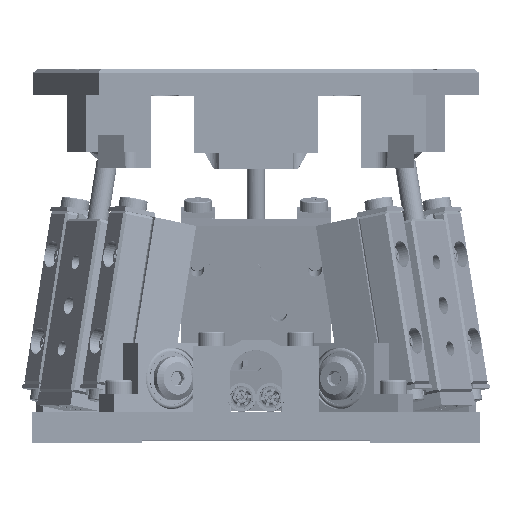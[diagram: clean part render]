
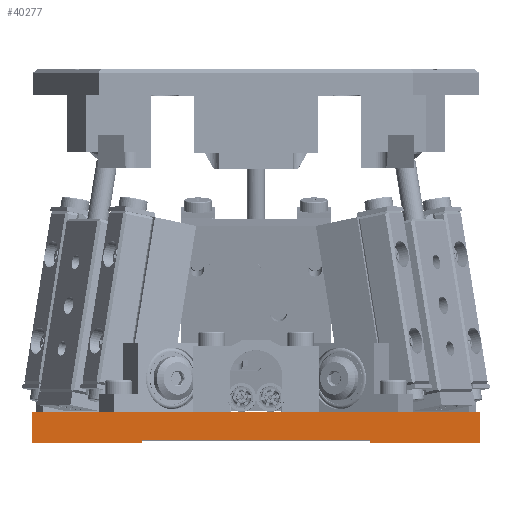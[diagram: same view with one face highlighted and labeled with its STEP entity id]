
A CAD part, top view. The second image highlights one B-rep face of the part: STEP entity #40277.
In plain terms, the highlighted planar face has unit normal (0, 0, 1).
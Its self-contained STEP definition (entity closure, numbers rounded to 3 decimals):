
#470 = CARTESIAN_POINT ( 'NONE',  ( -25.5, 3.5, 25.5 ) ) ;
#575 = LINE ( 'NONE', #37241, #25215 ) ;
#1617 = ORIENTED_EDGE ( 'NONE', *, *, #59775, .F. ) ;
#1747 = CARTESIAN_POINT ( 'NONE',  ( -25.5, 3.5, 25.5 ) ) ;
#4637 = LINE ( 'NONE', #36290, #58220 ) ;
#4899 = ORIENTED_EDGE ( 'NONE', *, *, #49057, .T. ) ;
#5309 = EDGE_CURVE ( 'NONE', #27222, #77537, #12616, .T. ) ;
#5597 = DIRECTION ( 'NONE',  ( 1., 0., 0. ) ) ;
#6837 = CARTESIAN_POINT ( 'NONE',  ( -25.5, 3.5, 25.5 ) ) ;
#7690 = AXIS2_PLACEMENT_3D ( 'NONE', #1747, #27122, #52484 ) ;
#9196 = FACE_OUTER_BOUND ( 'NONE', #14943, .T. ) ;
#12616 = LINE ( 'NONE', #32184, #43298 ) ;
#14038 = EDGE_CURVE ( 'NONE', #53324, #18636, #4637, .T. ) ;
#14539 = LINE ( 'NONE', #38689, #48068 ) ;
#14943 = EDGE_LOOP ( 'NONE', ( #45087, #25029, #4899, #73248, #38593, #64143, #78324, #1617 ) ) ;
#16854 = CARTESIAN_POINT ( 'NONE',  ( -13., 0.3, 25.5 ) ) ;
#18636 = VERTEX_POINT ( 'NONE', #22134 ) ;
#20505 = CARTESIAN_POINT ( 'NONE',  ( -25.5, 3.5, 25.5 ) ) ;
#20645 = EDGE_CURVE ( 'NONE', #75241, #50571, #35241, .T. ) ;
#21585 = CARTESIAN_POINT ( 'NONE',  ( -25.5, 0., 25.5 ) ) ;
#21690 = EDGE_CURVE ( 'NONE', #27222, #59032, #49949, .T. ) ;
#22134 = CARTESIAN_POINT ( 'NONE',  ( -13., 0., 25.5 ) ) ;
#22269 = VECTOR ( 'NONE', #54361, 1000. ) ;
#23139 = EDGE_CURVE ( 'NONE', #81112, #53324, #47526, .T. ) ;
#24209 = DIRECTION ( 'NONE',  ( 1., 0., 0. ) ) ;
#25029 = ORIENTED_EDGE ( 'NONE', *, *, #5309, .T. ) ;
#25215 = VECTOR ( 'NONE', #5597, 1000. ) ;
#26307 = VECTOR ( 'NONE', #76077, 1000. ) ;
#26854 = CARTESIAN_POINT ( 'NONE',  ( 13., 0., 25.5 ) ) ;
#27122 = DIRECTION ( 'NONE',  ( 0., 0., -1. ) ) ;
#27222 = VERTEX_POINT ( 'NONE', #47561 ) ;
#28419 = DIRECTION ( 'NONE',  ( 0., -1., 0. ) ) ;
#32184 = CARTESIAN_POINT ( 'NONE',  ( 13., 1.679, 25.5 ) ) ;
#32423 = CARTESIAN_POINT ( 'NONE',  ( 25.5, 0., 25.5 ) ) ;
#35241 = LINE ( 'NONE', #60558, #22269 ) ;
#36290 = CARTESIAN_POINT ( 'NONE',  ( -25.5, 0., 25.5 ) ) ;
#37241 = CARTESIAN_POINT ( 'NONE',  ( -25.5, 0., 25.5 ) ) ;
#38593 = ORIENTED_EDGE ( 'NONE', *, *, #42802, .F. ) ;
#38689 = CARTESIAN_POINT ( 'NONE',  ( -13., 1.679, 25.5 ) ) ;
#39614 = PLANE ( 'NONE',  #7690 ) ;
#40277 = ADVANCED_FACE ( 'NONE', ( #9196 ), #39614, .F. ) ;
#42802 = EDGE_CURVE ( 'NONE', #81112, #75241, #52590, .T. ) ;
#43298 = VECTOR ( 'NONE', #64165, 1000. ) ;
#45087 = ORIENTED_EDGE ( 'NONE', *, *, #21690, .F. ) ;
#45731 = DIRECTION ( 'NONE',  ( 0., -1., 0. ) ) ;
#47526 = LINE ( 'NONE', #20505, #57006 ) ;
#47561 = CARTESIAN_POINT ( 'NONE',  ( 13., 0.3, 25.5 ) ) ;
#48068 = VECTOR ( 'NONE', #45731, 1000. ) ;
#48966 = VECTOR ( 'NONE', #77904, 1000. ) ;
#49057 = EDGE_CURVE ( 'NONE', #77537, #50571, #575, .T. ) ;
#49949 = LINE ( 'NONE', #75682, #26307 ) ;
#50571 = VERTEX_POINT ( 'NONE', #32423 ) ;
#52484 = DIRECTION ( 'NONE',  ( -1., 0., 0. ) ) ;
#52590 = LINE ( 'NONE', #6837, #48966 ) ;
#53324 = VERTEX_POINT ( 'NONE', #21585 ) ;
#54361 = DIRECTION ( 'NONE',  ( 0., -1., 0. ) ) ;
#57006 = VECTOR ( 'NONE', #28419, 1000. ) ;
#58220 = VECTOR ( 'NONE', #24209, 1000. ) ;
#59032 = VERTEX_POINT ( 'NONE', #16854 ) ;
#59775 = EDGE_CURVE ( 'NONE', #59032, #18636, #14539, .T. ) ;
#60558 = CARTESIAN_POINT ( 'NONE',  ( 25.5, 3.5, 25.5 ) ) ;
#64143 = ORIENTED_EDGE ( 'NONE', *, *, #23139, .T. ) ;
#64165 = DIRECTION ( 'NONE',  ( 0., -1., 0. ) ) ;
#73248 = ORIENTED_EDGE ( 'NONE', *, *, #20645, .F. ) ;
#75241 = VERTEX_POINT ( 'NONE', #80832 ) ;
#75682 = CARTESIAN_POINT ( 'NONE',  ( 12.5, 0.3, 25.5 ) ) ;
#76077 = DIRECTION ( 'NONE',  ( -1., 0., 0. ) ) ;
#77537 = VERTEX_POINT ( 'NONE', #26854 ) ;
#77904 = DIRECTION ( 'NONE',  ( 1., 0., 0. ) ) ;
#78324 = ORIENTED_EDGE ( 'NONE', *, *, #14038, .T. ) ;
#80832 = CARTESIAN_POINT ( 'NONE',  ( 25.5, 3.5, 25.5 ) ) ;
#81112 = VERTEX_POINT ( 'NONE', #470 ) ;
